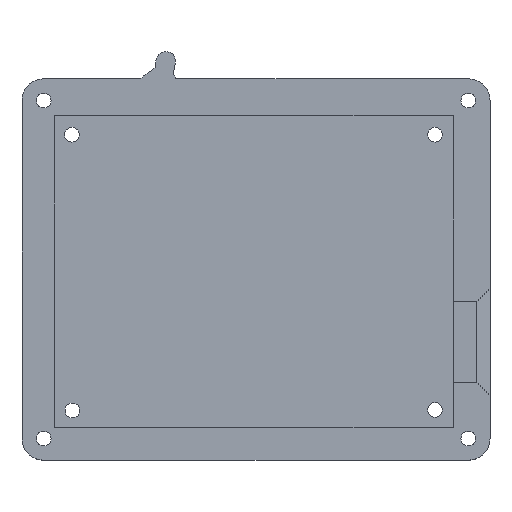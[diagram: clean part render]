
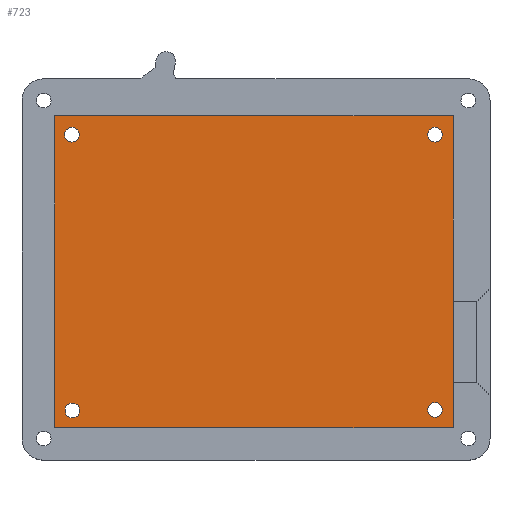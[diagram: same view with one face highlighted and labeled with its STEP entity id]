
A CAD part, top view. The second image highlights one B-rep face of the part: STEP entity #723.
In plain terms, the highlighted planar face has unit normal (0, 0, 1).
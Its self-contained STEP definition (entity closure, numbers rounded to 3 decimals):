
#21=FACE_BOUND('',#152,.T.);
#22=FACE_BOUND('',#153,.T.);
#23=FACE_BOUND('',#154,.T.);
#24=FACE_BOUND('',#155,.T.);
#53=CIRCLE('',#786,1.7);
#55=CIRCLE('',#789,1.7);
#57=CIRCLE('',#792,1.7);
#59=CIRCLE('',#795,1.7);
#107=FACE_OUTER_BOUND('',#151,.T.);
#151=EDGE_LOOP('',(#580,#581,#582,#583));
#152=EDGE_LOOP('',(#584));
#153=EDGE_LOOP('',(#585));
#154=EDGE_LOOP('',(#586));
#155=EDGE_LOOP('',(#587));
#233=LINE('',#1229,#297);
#234=LINE('',#1231,#298);
#235=LINE('',#1233,#299);
#236=LINE('',#1234,#300);
#297=VECTOR('',#953,10.);
#298=VECTOR('',#954,10.);
#299=VECTOR('',#955,10.);
#300=VECTOR('',#956,10.);
#357=VERTEX_POINT('',#1203);
#359=VERTEX_POINT('',#1209);
#361=VERTEX_POINT('',#1215);
#363=VERTEX_POINT('',#1221);
#365=VERTEX_POINT('',#1227);
#366=VERTEX_POINT('',#1228);
#367=VERTEX_POINT('',#1230);
#368=VERTEX_POINT('',#1232);
#437=EDGE_CURVE('',#357,#357,#53,.T.);
#440=EDGE_CURVE('',#359,#359,#55,.T.);
#443=EDGE_CURVE('',#361,#361,#57,.T.);
#446=EDGE_CURVE('',#363,#363,#59,.T.);
#449=EDGE_CURVE('',#365,#366,#233,.T.);
#450=EDGE_CURVE('',#367,#365,#234,.T.);
#451=EDGE_CURVE('',#368,#367,#235,.T.);
#452=EDGE_CURVE('',#366,#368,#236,.T.);
#580=ORIENTED_EDGE('',*,*,#449,.F.);
#581=ORIENTED_EDGE('',*,*,#450,.F.);
#582=ORIENTED_EDGE('',*,*,#451,.F.);
#583=ORIENTED_EDGE('',*,*,#452,.F.);
#584=ORIENTED_EDGE('',*,*,#446,.T.);
#585=ORIENTED_EDGE('',*,*,#443,.T.);
#586=ORIENTED_EDGE('',*,*,#440,.T.);
#587=ORIENTED_EDGE('',*,*,#437,.T.);
#693=PLANE('',#797);
#723=ADVANCED_FACE('',(#107,#21,#22,#23,#24),#693,.T.);
#786=AXIS2_PLACEMENT_3D('',#1204,#925,#926);
#789=AXIS2_PLACEMENT_3D('',#1210,#932,#933);
#792=AXIS2_PLACEMENT_3D('',#1216,#939,#940);
#795=AXIS2_PLACEMENT_3D('',#1222,#946,#947);
#797=AXIS2_PLACEMENT_3D('',#1226,#951,#952);
#925=DIRECTION('center_axis',(0.,0.,-1.));
#926=DIRECTION('ref_axis',(1.,0.,0.));
#932=DIRECTION('center_axis',(0.,0.,-1.));
#933=DIRECTION('ref_axis',(1.,0.,0.));
#939=DIRECTION('center_axis',(0.,0.,-1.));
#940=DIRECTION('ref_axis',(1.,0.,0.));
#946=DIRECTION('center_axis',(0.,0.,-1.));
#947=DIRECTION('ref_axis',(1.,0.,0.));
#951=DIRECTION('center_axis',(0.,0.,1.));
#952=DIRECTION('ref_axis',(1.,0.,0.));
#953=DIRECTION('',(1.,0.,0.));
#954=DIRECTION('',(0.,1.,0.));
#955=DIRECTION('',(-1.,0.,0.));
#956=DIRECTION('',(0.,-1.,0.));
#1203=CARTESIAN_POINT('',(-0.727,64.58,3.));
#1204=CARTESIAN_POINT('Origin',(0.973,64.58,3.));
#1209=CARTESIAN_POINT('',(-0.6,0.953,3.));
#1210=CARTESIAN_POINT('Origin',(1.1,0.953,3.));
#1215=CARTESIAN_POINT('',(83.093,1.08,3.));
#1216=CARTESIAN_POINT('Origin',(84.793,1.08,3.));
#1221=CARTESIAN_POINT('',(83.093,64.58,3.));
#1222=CARTESIAN_POINT('Origin',(84.793,64.58,3.));
#1226=CARTESIAN_POINT('Origin',(42.975,32.944,3.));
#1227=CARTESIAN_POINT('',(-3.025,68.944,3.));
#1228=CARTESIAN_POINT('',(88.975,68.944,3.));
#1229=CARTESIAN_POINT('',(19.975,68.944,3.));
#1230=CARTESIAN_POINT('',(-3.025,-3.056,3.));
#1231=CARTESIAN_POINT('',(-3.025,14.944,3.));
#1232=CARTESIAN_POINT('',(88.975,-3.056,3.));
#1233=CARTESIAN_POINT('',(65.975,-3.056,3.));
#1234=CARTESIAN_POINT('',(88.975,50.944,3.));
